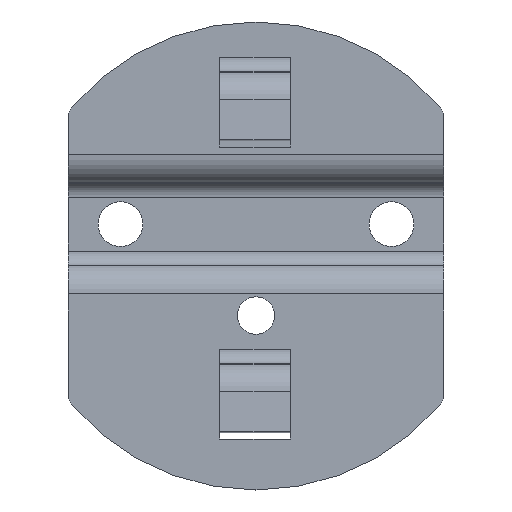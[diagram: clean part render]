
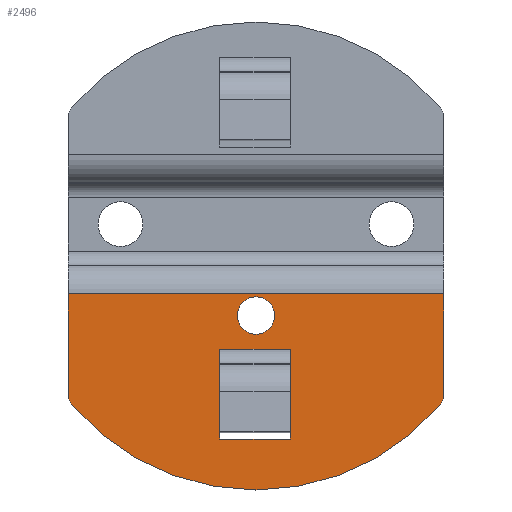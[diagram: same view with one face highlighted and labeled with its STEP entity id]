
A CAD part, front view. The second image highlights one B-rep face of the part: STEP entity #2496.
In plain terms, the highlighted planar face has unit normal (0, -1, 0).
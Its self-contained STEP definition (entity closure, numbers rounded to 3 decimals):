
#1802=CARTESIAN_POINT('',(-27.6,0.,-18.711));
#1803=VERTEX_POINT('',#1802);
#1804=CARTESIAN_POINT('',(-25.1,0.,-18.711));
#1805=DIRECTION('',(0.0,1.0,0.0));
#1806=DIRECTION('',(1.0,0.0,0.0));
#1807=AXIS2_PLACEMENT_3D('',#1804,#1805,#1806);
#1808=CIRCLE('',#1807,2.5);
#1809=EDGE_CURVE('',#1803,#1803,#1808,.T.);
#2066=CARTESIAN_POINT('',(-20.532,0.,-26.651));
#2067=VERTEX_POINT('',#2066);
#2085=CARTESIAN_POINT('',(-20.532,0.,-35.199));
#2086=VERTEX_POINT('',#2085);
#2093=CARTESIAN_POINT('',(-20.532,0.,-26.651));
#2094=DIRECTION('',(0.0,0.0,-1.0));
#2095=VECTOR('',#2094,8.548);
#2096=LINE('',#2093,#2095);
#2097=EDGE_CURVE('',#2067,#2086,#2096,.T.);
#2109=CARTESIAN_POINT('',(-29.932,0.,-26.651));
#2110=VERTEX_POINT('',#2109);
#2118=CARTESIAN_POINT('',(-29.932,0.,-35.199));
#2119=VERTEX_POINT('',#2118);
#2120=CARTESIAN_POINT('',(-29.932,0.,-35.199));
#2121=DIRECTION('',(0.0,0.0,1.0));
#2122=VECTOR('',#2121,8.548);
#2123=LINE('',#2120,#2122);
#2124=EDGE_CURVE('',#2119,#2110,#2123,.T.);
#2156=CARTESIAN_POINT('',(-20.532,0.,-35.199));
#2157=DIRECTION('',(-1.0,0.0,0.0));
#2158=VECTOR('',#2157,9.4);
#2159=LINE('',#2156,#2158);
#2160=EDGE_CURVE('',#2086,#2119,#2159,.T.);
#2170=CARTESIAN_POINT('',(-29.932,0.,-23.187));
#2171=VERTEX_POINT('',#2170);
#2172=CARTESIAN_POINT('',(-29.932,0.,-23.187));
#2173=DIRECTION('',(0.0,0.0,-1.0));
#2174=VECTOR('',#2173,3.464);
#2175=LINE('',#2172,#2174);
#2176=EDGE_CURVE('',#2171,#2110,#2175,.T.);
#2293=CARTESIAN_POINT('',(-20.532,0.,-23.187));
#2294=VERTEX_POINT('',#2293);
#2295=CARTESIAN_POINT('',(-20.532,0.,-26.651));
#2296=DIRECTION('',(0.0,0.0,1.0));
#2297=VECTOR('',#2296,3.464);
#2298=LINE('',#2295,#2297);
#2299=EDGE_CURVE('',#2067,#2294,#2298,.T.);
#2349=CARTESIAN_POINT('',(-29.932,0.,-23.187));
#2350=DIRECTION('',(1.0,0.0,0.0));
#2351=VECTOR('',#2350,9.4);
#2352=LINE('',#2349,#2351);
#2353=EDGE_CURVE('',#2171,#2294,#2352,.T.);
#2427=CARTESIAN_POINT('',(-25.1,0.,-27.152));
#2428=DIRECTION('',(0.0,-1.0,0.0));
#2429=DIRECTION('',(1.0,0.0,0.0));
#2430=AXIS2_PLACEMENT_3D('',#2427,#2428,#2429);
#2431=PLANE('',#2430);
#2432=CARTESIAN_POINT('',(-49.727,0.,-30.583));
#2433=VERTEX_POINT('',#2432);
#2434=CARTESIAN_POINT('',(-50.2,0.,-29.292));
#2435=VERTEX_POINT('',#2434);
#2436=CARTESIAN_POINT('',(-48.2,0.,-29.292));
#2437=DIRECTION('',(0.,1.0,0.));
#2438=DIRECTION('',(-0.939,0.,-0.344));
#2439=AXIS2_PLACEMENT_3D('',#2436,#2437,#2438);
#2440=CIRCLE('',#2439,2.0);
#2441=EDGE_CURVE('',#2433,#2435,#2440,.T.);
#2442=ORIENTED_EDGE('',*,*,#2441,.F.);
#2443=CARTESIAN_POINT('',(-0.473,0.,-30.583));
#2444=VERTEX_POINT('',#2443);
#2445=CARTESIAN_POINT('',(-25.1,0.,-9.76));
#2446=DIRECTION('',(0.,-1.0,0.));
#2447=DIRECTION('',(0.778,0.,-0.628));
#2448=AXIS2_PLACEMENT_3D('',#2445,#2446,#2447);
#2449=CIRCLE('',#2448,32.25);
#2450=EDGE_CURVE('',#2433,#2444,#2449,.T.);
#2451=ORIENTED_EDGE('',*,*,#2450,.T.);
#2452=CARTESIAN_POINT('',(0.,0.,-29.292));
#2453=VERTEX_POINT('',#2452);
#2454=CARTESIAN_POINT('',(-2.,0.,-29.292));
#2455=DIRECTION('',(0.,1.0,0.));
#2456=DIRECTION('',(0.939,0.,-0.344));
#2457=AXIS2_PLACEMENT_3D('',#2454,#2455,#2456);
#2458=CIRCLE('',#2457,2.0);
#2459=EDGE_CURVE('',#2453,#2444,#2458,.T.);
#2460=ORIENTED_EDGE('',*,*,#2459,.F.);
#2461=CARTESIAN_POINT('',(0.,0.,-15.811));
#2462=VERTEX_POINT('',#2461);
#2463=CARTESIAN_POINT('',(0.,0.,-15.811));
#2464=DIRECTION('',(0.0,0.0,-1.0));
#2465=VECTOR('',#2464,13.481);
#2466=LINE('',#2463,#2465);
#2467=EDGE_CURVE('',#2462,#2453,#2466,.T.);
#2468=ORIENTED_EDGE('',*,*,#2467,.F.);
#2469=CARTESIAN_POINT('',(-50.2,0.,-15.811));
#2470=VERTEX_POINT('',#2469);
#2471=CARTESIAN_POINT('',(0.0,0.,-15.811));
#2472=DIRECTION('',(-1.0,0.0,0.0));
#2473=VECTOR('',#2472,50.2);
#2474=LINE('',#2471,#2473);
#2475=EDGE_CURVE('',#2462,#2470,#2474,.T.);
#2476=ORIENTED_EDGE('',*,*,#2475,.T.);
#2477=CARTESIAN_POINT('',(-50.2,0.,-29.292));
#2478=DIRECTION('',(0.0,0.0,1.0));
#2479=VECTOR('',#2478,13.481);
#2480=LINE('',#2477,#2479);
#2481=EDGE_CURVE('',#2435,#2470,#2480,.T.);
#2482=ORIENTED_EDGE('',*,*,#2481,.F.);
#2483=EDGE_LOOP('',(#2442,#2451,#2460,#2468,#2476,#2482));
#2484=FACE_OUTER_BOUND('',#2483,.T.);
#2485=ORIENTED_EDGE('',*,*,#1809,.T.);
#2486=EDGE_LOOP('',(#2485));
#2487=FACE_BOUND('',#2486,.T.);
#2488=ORIENTED_EDGE('',*,*,#2160,.T.);
#2489=ORIENTED_EDGE('',*,*,#2124,.T.);
#2490=ORIENTED_EDGE('',*,*,#2176,.F.);
#2491=ORIENTED_EDGE('',*,*,#2353,.T.);
#2492=ORIENTED_EDGE('',*,*,#2299,.F.);
#2493=ORIENTED_EDGE('',*,*,#2097,.T.);
#2494=EDGE_LOOP('',(#2488,#2489,#2490,#2491,#2492,#2493));
#2495=FACE_BOUND('',#2494,.T.);
#2496=ADVANCED_FACE('',(#2484,#2487,#2495),#2431,.T.);
